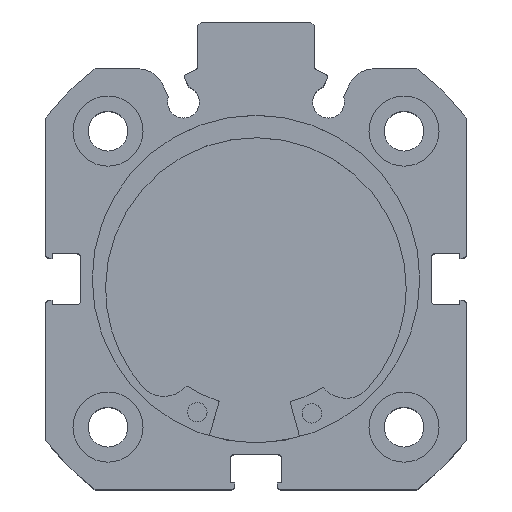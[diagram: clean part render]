
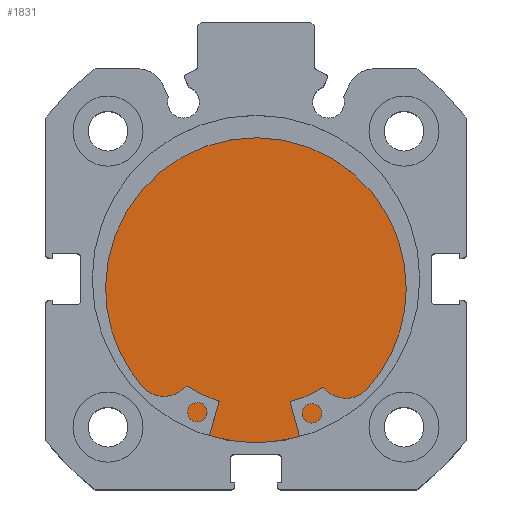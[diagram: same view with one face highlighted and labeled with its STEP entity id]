
A CAD part, top view. The second image highlights one B-rep face of the part: STEP entity #1831.
In plain terms, the highlighted face is planar.
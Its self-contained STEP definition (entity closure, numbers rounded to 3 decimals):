
#548 = CARTESIAN_POINT ( 'NONE',  ( 8.5, 0., 0. ) ) ;
#1048 = CARTESIAN_POINT ( 'NONE',  ( 8.5, 0., 21. ) ) ;
#1165 = DIRECTION ( 'NONE',  ( -1., 0., 0. ) ) ;
#1190 = DIRECTION ( 'NONE',  ( 0., 0., 1. ) ) ;
#1382 = CARTESIAN_POINT ( 'NONE',  ( 8.5, 0., -21. ) ) ;
#1831 = ADVANCED_FACE ( 'NONE', ( #5889 ), #2293, .F. ) ;
#2292 = CARTESIAN_POINT ( 'NONE',  ( 8.5, 21., 0. ) ) ;
#2293 = PLANE ( 'NONE',  #4833 ) ;
#2311 = DIRECTION ( 'NONE',  ( -1., 0., 0. ) ) ;
#2674 = VERTEX_POINT ( 'NONE', #1382 ) ;
#2732 = VERTEX_POINT ( 'NONE', #1048 ) ;
#2831 = DIRECTION ( 'NONE',  ( 0., 0., 1. ) ) ;
#3107 = DIRECTION ( 'NONE',  ( -1., 0., 0. ) ) ;
#3108 = DIRECTION ( 'NONE',  ( 0., 0., 1. ) ) ;
#3127 = CARTESIAN_POINT ( 'NONE',  ( 8.5, 0., 0. ) ) ;
#4014 = AXIS2_PLACEMENT_3D ( 'NONE', #548, #1165, #1190 ) ;
#4298 = EDGE_CURVE ( 'NONE', #2732, #2674, #5481, .T. ) ;
#4498 = EDGE_CURVE ( 'NONE', #2674, #2732, #5652, .T. ) ;
#4760 = AXIS2_PLACEMENT_3D ( 'NONE', #3127, #3107, #3108 ) ;
#4833 = AXIS2_PLACEMENT_3D ( 'NONE', #2292, #2311, #2831 ) ;
#5481 = CIRCLE ( 'NONE', #4014, 21. ) ;
#5652 = CIRCLE ( 'NONE', #4760, 21. ) ;
#5816 = EDGE_LOOP ( 'NONE', ( #6881, #6910 ) ) ;
#5889 = FACE_OUTER_BOUND ( 'NONE', #5816, .T. ) ;
#6881 = ORIENTED_EDGE ( 'NONE', *, *, #4298, .F. ) ;
#6910 = ORIENTED_EDGE ( 'NONE', *, *, #4498, .F. ) ;
